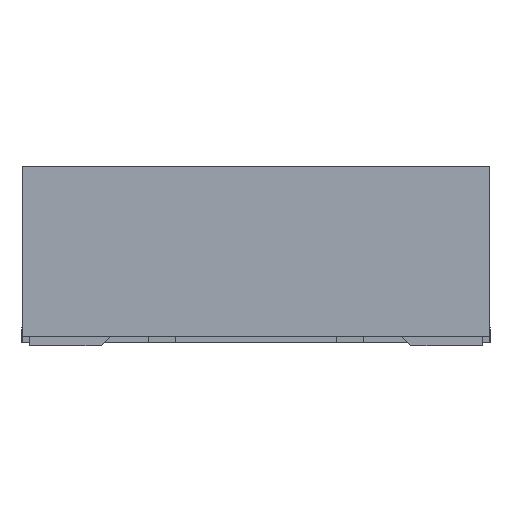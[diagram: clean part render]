
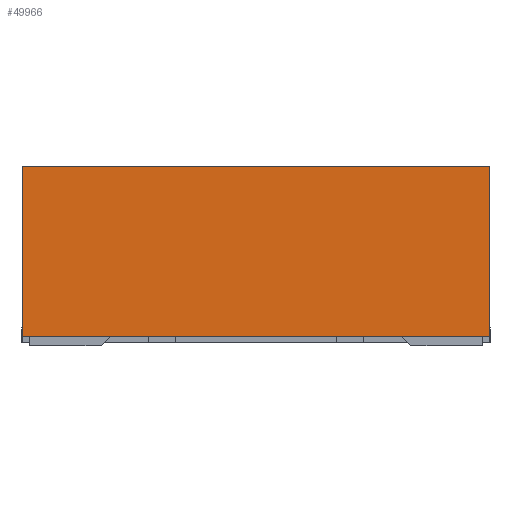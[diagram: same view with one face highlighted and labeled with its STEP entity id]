
A CAD part, left-side view. The second image highlights one B-rep face of the part: STEP entity #49966.
In plain terms, the highlighted planar face has unit normal (-1, 0, 0).
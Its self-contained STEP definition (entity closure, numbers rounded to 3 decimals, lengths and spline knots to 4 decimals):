
#908=FACE_OUTER_BOUND($,#3450,.T.);
#3450=EDGE_LOOP($,(#35262,#35263,#35264,#35265));
#5491=LINE($,#67521,#12691);
#5661=LINE($,#67897,#12861);
#5825=LINE($,#68228,#13025);
#7583=LINE($,#71750,#14783);
#12691=VECTOR($,#54788,0.95);
#12861=VECTOR($,#55034,0.95);
#13025=VECTOR($,#55272,2.6);
#14783=VECTOR($,#57718,2.6);
#19891=VERTEX_POINT($,#67518);
#19892=VERTEX_POINT($,#67520);
#20059=VERTEX_POINT($,#67894);
#20060=VERTEX_POINT($,#67896);
#24755=EDGE_CURVE($,#19892,#19891,#5491,.T.);
#24942=EDGE_CURVE($,#20059,#20060,#5661,.T.);
#25106=EDGE_CURVE($,#19892,#20059,#5825,.T.);
#26867=EDGE_CURVE($,#19891,#20060,#7583,.T.);
#35262=ORIENTED_EDGE($,*,*,#26867,.T.);
#35263=ORIENTED_EDGE($,*,*,#24942,.F.);
#35264=ORIENTED_EDGE($,*,*,#25106,.F.);
#35265=ORIENTED_EDGE($,*,*,#24755,.T.);
#47573=PLANE($,#52515);
#49966=ADVANCED_FACE($,(#908),#47573,.T.);
#52515=AXIS2_PLACEMENT_3D($,#71980,#57988,#57989);
#54788=DIRECTION($,(0.,0.,-1.));
#55034=DIRECTION($,(0.,0.,-1.));
#55272=DIRECTION($,(0.,-1.,0.));
#57718=DIRECTION($,(0.,-1.,0.));
#57988=DIRECTION('center_axis',(-1.,0.,0.));
#57989=DIRECTION('ref_axis',(0.,0.,-1.));
#67518=CARTESIAN_POINT('',(-7.55,1.3,0.03));
#67520=CARTESIAN_POINT('',(-7.55,1.3,0.98));
#67521=CARTESIAN_POINT($,(-7.55,1.3,0.98));
#67894=CARTESIAN_POINT('',(-7.55,-1.3,0.98));
#67896=CARTESIAN_POINT('',(-7.55,-1.3,0.03));
#67897=CARTESIAN_POINT($,(-7.55,-1.3,0.98));
#68228=CARTESIAN_POINT($,(-7.55,1.3,0.98));
#71750=CARTESIAN_POINT($,(-7.55,1.3,0.03));
#71980=CARTESIAN_POINT('Origin',(-7.55,1.3,0.98));
